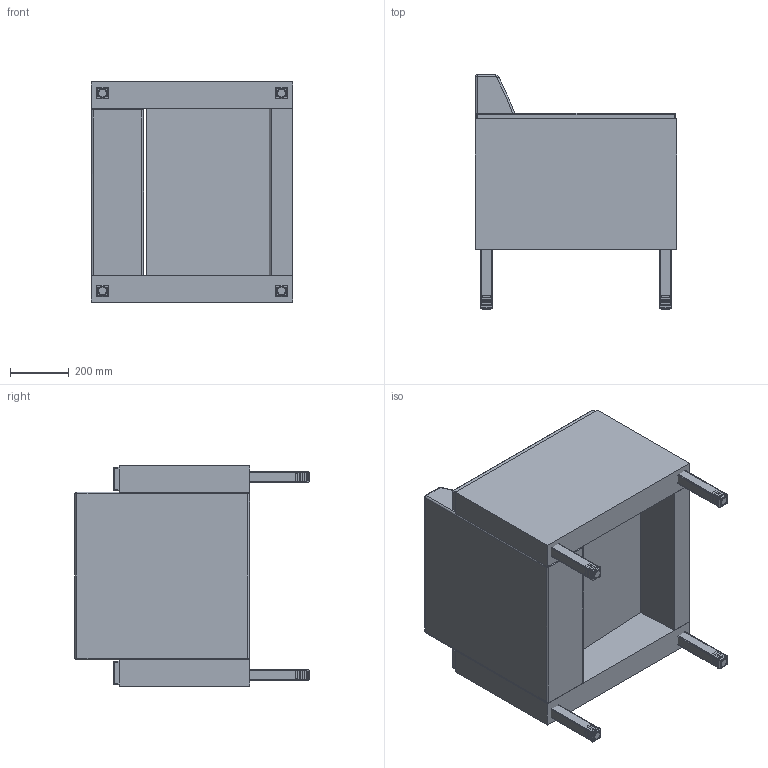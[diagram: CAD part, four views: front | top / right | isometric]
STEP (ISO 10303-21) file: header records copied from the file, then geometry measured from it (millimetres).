
FILE_DESCRIPTION(/* description */ (''),/* implementation_level */ '2;1');
FILE_NAME(/* name */ 'KAS10A.stp',/* time_stamp */ '2016-04-21T11:41:32-04:00',/* author */ ('emerkel'),/* organization */ (''),/* preprocessor_version */ 'ST-DEVELOPER v16.1',/* originating_system */ 'Autodesk Inventor 2016',/* authorisation */ '');
FILE_SCHEMA (('AUTOMOTIVE_DESIGN { 1 0 10303 214 3 1 1 }'));
Length unit declared in the file: inch
Products named in the file (11): KAS10 FARM; LEG 14.5; LEG CAP 1.5-1-B; TABLE TOP (3.5x27x.75); USEAT KAS10; UBACK KAS10; GLD BLK 5-16; LEG CAP 1.5-1-B_1; KAS10 FARM L; KAS10 FARM R; KAS10A
Assembly tree (18 placements, depth 4):
  KAS10A
    KAS10 FARM L
      KAS10 FARM
      LEG 14.5  x2
      LEG CAP 1.5-1-B_1  x2
        LEG CAP 1.5-1-B
        GLD BLK 5-16
    KAS10 FARM R
      KAS10 FARM
      LEG 14.5  x2
      LEG CAP 1.5-1-B_1  x2
        LEG CAP 1.5-1-B
        GLD BLK 5-16
    TABLE TOP (3.5x27x.75)  x2
    USEAT KAS10
    UBACK KAS10
Bounding box: 685.8 x 798.65 x 749.3 mm (x, y, z)
Volume: 147763928.5 mm3; surface area: 4405327.7 mm2
Topology: 26 solids, 34 shells, 3138 faces, 6629 edges, 3644 vertices
Faces by surface type: cylinder 920, plane 842, torus 622, bspline 558, cone 104, sphere 92
Full cylindrical faces by diameter (mm): 6.528 x8, 7.925 x8, 7.937 x28, 7.938 x24, 8.001 x4, 8.636 x4, 9.271 x4
Entity records: 32869 total; most frequent: CARTESIAN_POINT 16281, ORIENTED_EDGE 3390, DIRECTION 3297, EDGE_CURVE 1697, AXIS2_PLACEMENT_3D 1317, VERTEX_POINT 942, EDGE_LOOP 889, FACE_OUTER_BOUND 824
